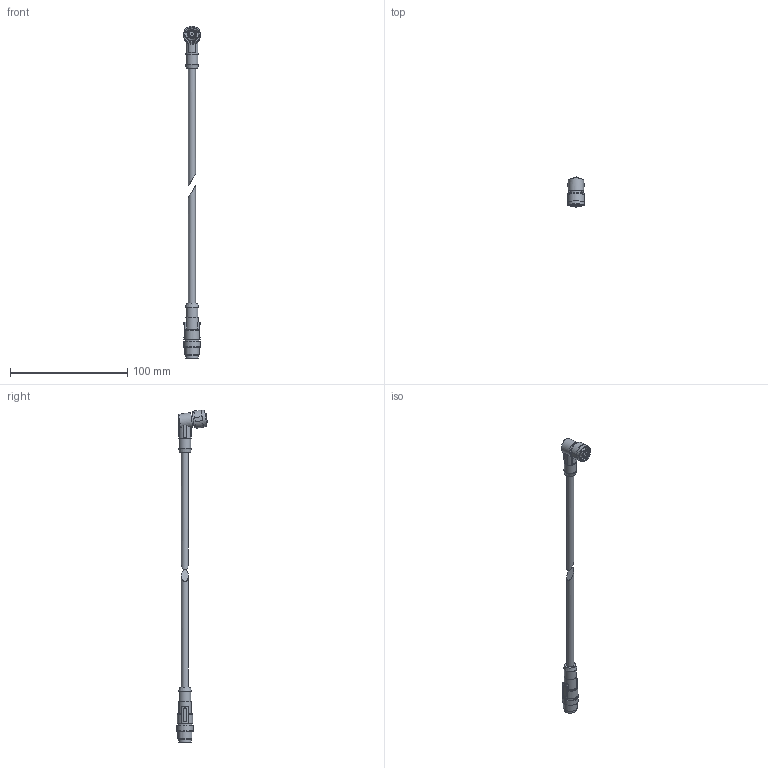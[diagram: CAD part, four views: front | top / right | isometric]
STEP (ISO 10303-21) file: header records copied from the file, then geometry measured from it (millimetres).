
FILE_DESCRIPTION(/* description */ ('STEP AP214'),/* implementation_level */ '2;1');
FILE_NAME(/* name */ '8080787_NEBC-M12W8-E-5-N-M12G8',/* time_stamp */ '2024-09-12T17:36:19+02:00',/* author */ ('License CC BY-ND 4.0'),/* organization */ ('CADENAS'),/* preprocessor_version */ 'ST-DEVELOPER v19.3',/* originating_system */ 'PARTsolutions',/* authorisation */ ' ');
FILE_SCHEMA (('AUTOMOTIVE_DESIGN {1 0 10303 214 3 1 1}'));
Length unit declared in the file: millimetre
Products named in the file (3): 8080787 NEBC-M12W8-E-5-N-M12G8; 8080787 NEBC-M12W8-E-5-N-M12G8---(P1); 8080787 NEBC-M12W8-E-5-N-M12G8---(P2)
Assembly tree (2 placements, depth 2):
  8080787 NEBC-M12W8-E-5-N-M12G8
    8080787 NEBC-M12W8-E-5-N-M12G8---(P1)
    8080787 NEBC-M12W8-E-5-N-M12G8---(P2)
Bounding box: 14.4 x 26.03 x 283.01 mm (x, y, z)
Volume: 14599.4 mm3; surface area: 8847.4 mm2
Topology: 2 solids, 2 shells, 186 faces, 422 edges, 281 vertices
Faces by surface type: plane 96, cylinder 74, torus 10, cone 6
Full cylindrical faces by diameter (mm): 0.8 x8, 0.9 x8, 1.5 x8, 6 x2, 9.3 x1, 10 x2, 10.4 x1, 10.6 x2, 10.917 x1, 12 x1, 12.2 x1, 12.4 x1, 13 x1, 14 x3
Entity records: 6331 total; most frequent: CARTESIAN_POINT 943, DIRECTION 872, ORIENTED_EDGE 722, EDGE_CURVE 361, AXIS2_PLACEMENT_3D 359, EDGE_LOOP 276, FACE_BOUND 276, VERTEX_POINT 269
